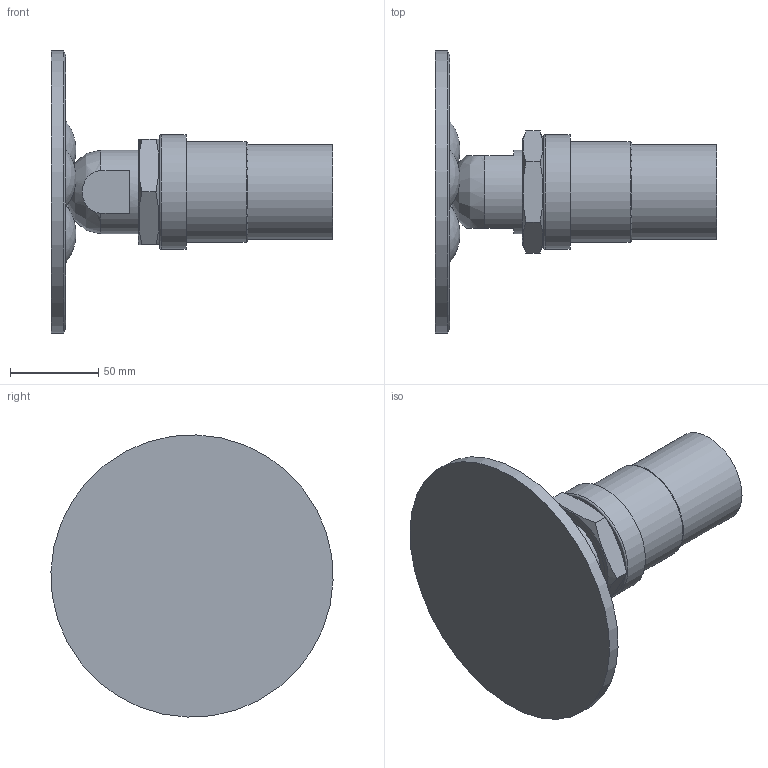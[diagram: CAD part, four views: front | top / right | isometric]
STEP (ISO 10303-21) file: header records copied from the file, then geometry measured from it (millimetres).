
FILE_DESCRIPTION((''),'2;1');
FILE_NAME('70501012X.stp','2010-09-10T12:48:15',('thilbrands'),(''),'Autodesk Inventor 2008','Autodesk Inventor 2008','');
FILE_SCHEMA(('AUTOMOTIVE_DESIGN { 1 0 10303 214 1 1 1 1 }'));
Length unit declared in the file: millimetre
Products named in the file (5): 70501012X; 70601012X-05; 70901012X-1,5(_DQ); 70701012X-1,5(_DQ); 70801100X-1,5(_DQ)
Assembly tree (4 placements, depth 2):
  70501012X
    70601012X-05
    70901012X-1,5(_DQ)
    70701012X-1,5(_DQ)
    70801100X-1,5(_DQ)
Bounding box: 159.24 x 159.9 x 159.9 mm (x, y, z)
Volume: 515073.5 mm3; surface area: 97652.3 mm2
Topology: 4 solids, 4 shells, 49 faces, 107 edges, 72 vertices
Faces by surface type: plane 18, bspline 10, cone 8, cylinder 7, sphere 4, torus 2
Full cylindrical faces by diameter (mm): 47.5 x1, 53.746 x3, 57 x1, 65 x1, 160 x1
Entity records: 1675 total; most frequent: CARTESIAN_POINT 633, DIRECTION 186, ORIENTED_EDGE 182, EDGE_CURVE 91, AXIS2_PLACEMENT_3D 87, EDGE_LOOP 72, VERTEX_POINT 69, FACE_OUTER_BOUND 49
